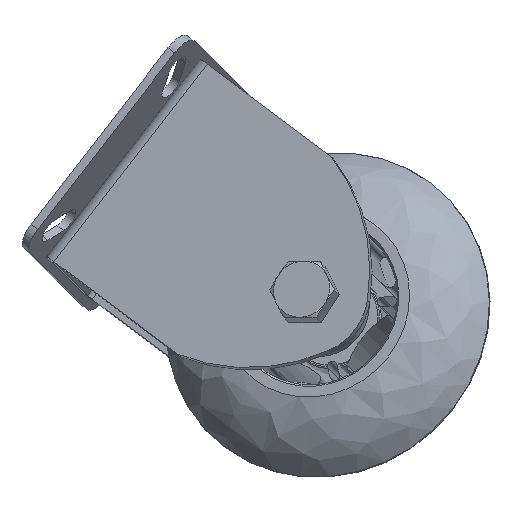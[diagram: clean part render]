
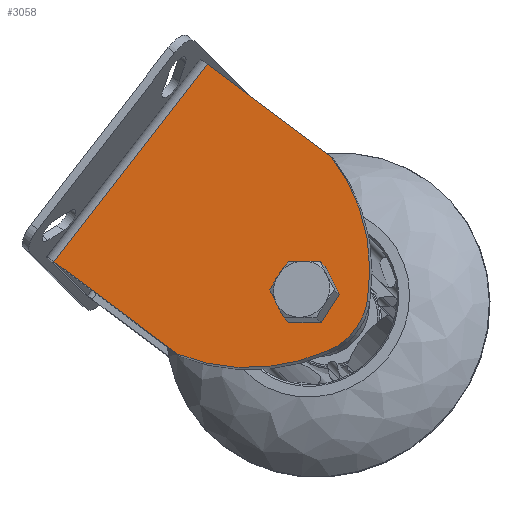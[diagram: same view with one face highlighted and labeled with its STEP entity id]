
A CAD part, left-side view. The second image highlights one B-rep face of the part: STEP entity #3058.
In plain terms, the highlighted face is planar.
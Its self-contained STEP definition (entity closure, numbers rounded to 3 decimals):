
#231=FACE_BOUND('',#625,.T.);
#286=PLANE('',#3404);
#416=FACE_OUTER_BOUND('',#624,.T.);
#624=EDGE_LOOP('',(#2561,#2562,#2563,#2564,#2565,#2566));
#625=EDGE_LOOP('',(#2567));
#794=LINE('',#5631,#948);
#804=LINE('',#5661,#958);
#809=LINE('',#5675,#963);
#948=VECTOR('',#4114,37.);
#958=VECTOR('',#4142,37.);
#963=VECTOR('',#4161,56.);
#1170=CIRCLE('',#3363,4.1);
#1174=CIRCLE('',#3369,45.);
#1176=CIRCLE('',#3372,14.);
#1178=CIRCLE('',#3375,45.);
#1405=VERTEX_POINT('',#5571);
#1409=VERTEX_POINT('',#5581);
#1410=VERTEX_POINT('',#5582);
#1413=VERTEX_POINT('',#5590);
#1415=VERTEX_POINT('',#5596);
#1428=VERTEX_POINT('',#5629);
#1439=VERTEX_POINT('',#5660);
#1788=EDGE_CURVE('',#1405,#1405,#1170,.T.);
#1792=EDGE_CURVE('',#1409,#1410,#1174,.T.);
#1796=EDGE_CURVE('',#1413,#1409,#1176,.T.);
#1799=EDGE_CURVE('',#1415,#1413,#1178,.T.);
#1816=EDGE_CURVE('',#1428,#1410,#794,.T.);
#1831=EDGE_CURVE('',#1415,#1439,#804,.T.);
#1838=EDGE_CURVE('',#1439,#1428,#809,.T.);
#2561=ORIENTED_EDGE('',*,*,#1792,.T.);
#2562=ORIENTED_EDGE('',*,*,#1816,.F.);
#2563=ORIENTED_EDGE('',*,*,#1838,.F.);
#2564=ORIENTED_EDGE('',*,*,#1831,.F.);
#2565=ORIENTED_EDGE('',*,*,#1799,.T.);
#2566=ORIENTED_EDGE('',*,*,#1796,.T.);
#2567=ORIENTED_EDGE('',*,*,#1788,.T.);
#3058=ADVANCED_FACE('',(#416,#231),#286,.T.);
#3363=AXIS2_PLACEMENT_3D('',#5572,#4052,#4053);
#3369=AXIS2_PLACEMENT_3D('',#5583,#4064,#4065);
#3372=AXIS2_PLACEMENT_3D('',#5591,#4072,#4073);
#3375=AXIS2_PLACEMENT_3D('',#5597,#4079,#4080);
#3404=AXIS2_PLACEMENT_3D('',#5674,#4159,#4160);
#4052=DIRECTION('center_axis',(1.,0.,0.));
#4053=DIRECTION('ref_axis',(0.,0.,1.));
#4064=DIRECTION('center_axis',(-1.,0.,0.));
#4065=DIRECTION('ref_axis',(0.,-0.238,0.971));
#4072=DIRECTION('center_axis',(-1.,0.,0.));
#4073=DIRECTION('ref_axis',(0.,-0.862,0.507));
#4079=DIRECTION('center_axis',(-1.,0.,0.));
#4080=DIRECTION('ref_axis',(0.,-0.862,-0.507));
#4114=DIRECTION('',(0.,-1.,0.));
#4142=DIRECTION('',(0.,1.,0.));
#4159=DIRECTION('center_axis',(-1.,0.,0.));
#4160=DIRECTION('ref_axis',(0.,-1.,0.));
#4161=DIRECTION('',(0.,0.,1.));
#5571=CARTESIAN_POINT('',(-17.5,-58.,-4.1));
#5572=CARTESIAN_POINT('Origin',(-17.5,-58.,0.));
#5581=CARTESIAN_POINT('',(-17.5,-70.071,7.091));
#5582=CARTESIAN_POINT('',(-17.5,-42.,28.));
#5583=CARTESIAN_POINT('Origin',(-17.5,-31.271,-15.702));
#5590=CARTESIAN_POINT('',(-17.5,-70.071,-7.091));
#5591=CARTESIAN_POINT('Origin',(-17.5,-58.,0.));
#5596=CARTESIAN_POINT('',(-17.5,-42.,-28.));
#5597=CARTESIAN_POINT('Origin',(-17.5,-31.271,15.702));
#5629=CARTESIAN_POINT('',(-17.5,-5.,28.));
#5631=CARTESIAN_POINT('',(-17.5,-5.,28.));
#5660=CARTESIAN_POINT('',(-17.5,-5.,-28.));
#5661=CARTESIAN_POINT('',(-17.5,-5.,-28.));
#5674=CARTESIAN_POINT('Origin',(-17.5,-5.,0.));
#5675=CARTESIAN_POINT('',(-17.5,-5.,0.));
